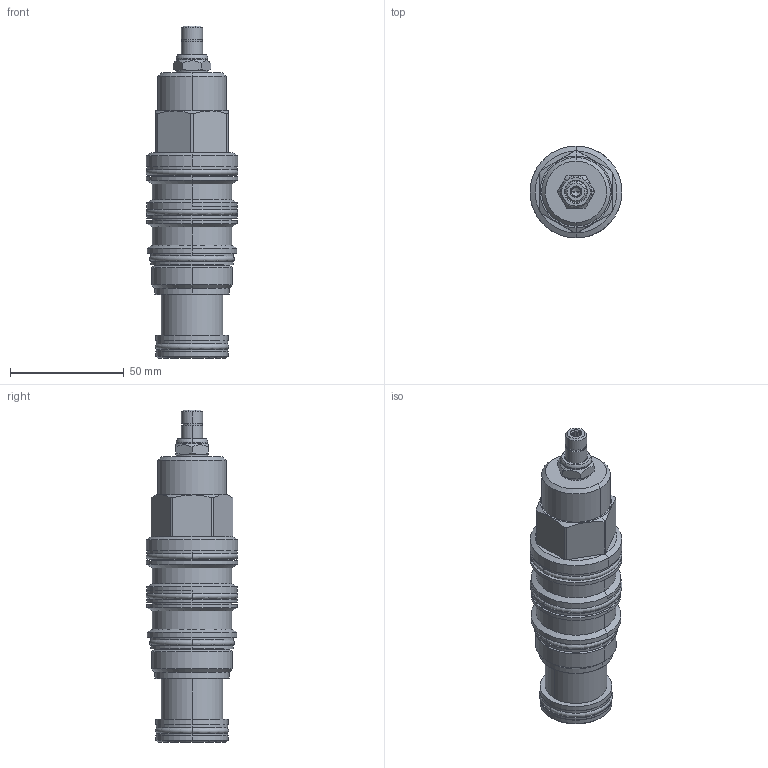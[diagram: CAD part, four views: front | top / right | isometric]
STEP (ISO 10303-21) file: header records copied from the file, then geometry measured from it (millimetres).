
FILE_DESCRIPTION((''),'2;1');
FILE_NAME('PSHB-LAN_PRT','2009-06-10T',('Administrator'),(''),'PRO/ENGINEER BY PARAMETRIC TECHNOLOGY CORPORATION, 2006240','PRO/ENGINEER BY PARAMETRIC TECHNOLOGY CORPORATION, 2006240','');
FILE_SCHEMA(('CONFIG_CONTROL_DESIGN'));
Length unit declared in the file: inch
Products named in the file (1): PSHB-LAN_PRT
Bounding box: 40.39 x 40.39 x 145.96 mm (x, y, z)
Volume: 114622.5 mm3; surface area: 24015.5 mm2
Topology: 4 solids, 4 shells, 218 faces, 488 edges, 295 vertices
Faces by surface type: cylinder 81, plane 64, cone 38, torus 21, revolution 14
Entity records: 7630 total; most frequent: CARTESIAN_POINT 2643, DIRECTION 1110, ORIENTED_EDGE 972, EDGE_CURVE 486, AXIS2_PLACEMENT_3D 462, VERTEX_POINT 295, CIRCLE 258, EDGE_LOOP 243
